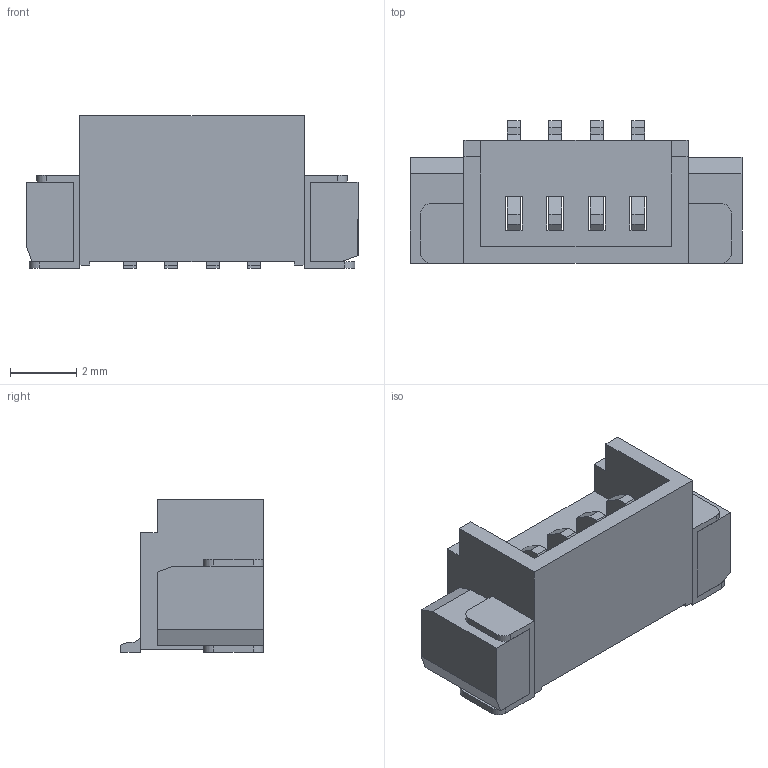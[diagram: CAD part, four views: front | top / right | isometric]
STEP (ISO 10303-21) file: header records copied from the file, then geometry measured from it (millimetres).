
FILE_DESCRIPTION (( 'STEP AP214' ), '1' );
FILE_NAME ('FPC-SMD_4P-P1.25_DEALON_1.25-4PS.STEP', '2022-04-07T15:38:18', ( '微软用户' ), ( '微软中国' ), 'SwSTEP 2.0', 'SolidWorks 2020', '' );
FILE_SCHEMA (( 'AUTOMOTIVE_DESIGN' ));
Length unit declared in the file: millimetre
Products named in the file (1): FPC-SMD_4P-P1.25_DEALON_1.25-4PS
Bounding box: 10 x 4.3 x 4.6 mm (x, y, z)
Volume: 100.4 mm3; surface area: 334.4 mm2
Topology: 7 solids, 7 shells, 227 faces, 624 edges, 416 vertices
Faces by surface type: plane 197, cylinder 16, bspline 14
Entity records: 10391 total; most frequent: CARTESIAN_POINT 2066, ORIENTED_EDGE 1248, DIRECTION 1056, EDGE_CURVE 624, LINE 564, VECTOR 564, VERTEX_POINT 416, AXIS2_PLACEMENT_3D 246
